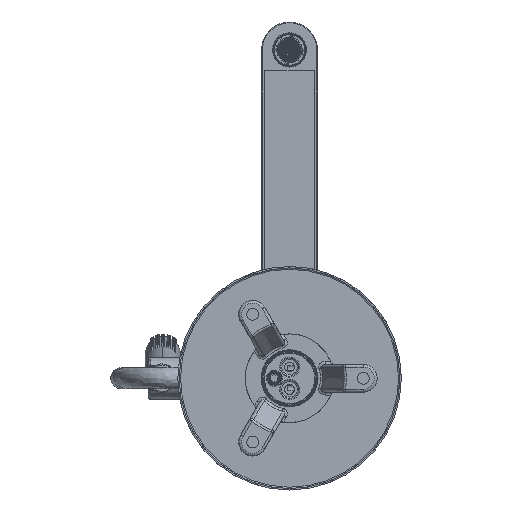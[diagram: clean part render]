
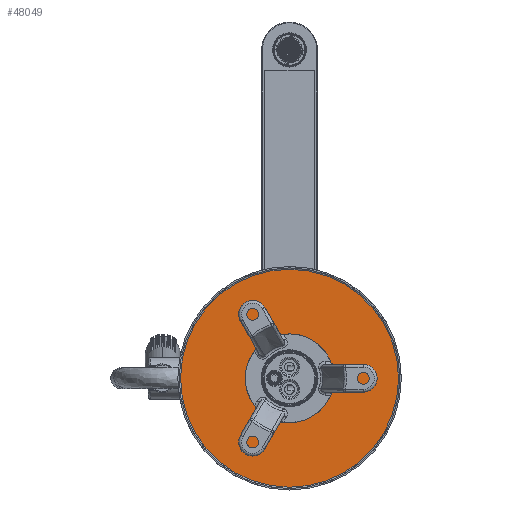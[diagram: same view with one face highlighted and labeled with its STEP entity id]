
A CAD part, front view. The second image highlights one B-rep face of the part: STEP entity #48049.
In plain terms, the highlighted planar face has unit normal (0, -1, 0).
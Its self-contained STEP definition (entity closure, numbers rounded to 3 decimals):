
#47589=CARTESIAN_POINT('',(0.,-721.,0.));
#47590=DIRECTION('',(0.,-1.,0.));
#47591=DIRECTION('',(1.,0.,0.));
#47592=AXIS2_PLACEMENT_3D('',#47589,#47590,#47591);
#47594=CARTESIAN_POINT('',(0.,-721.,0.));
#47595=DIRECTION('',(0.,-1.,0.));
#47596=DIRECTION('',(-1.,0.,0.));
#47597=AXIS2_PLACEMENT_3D('',#47594,#47595,#47596);
#47599=CARTESIAN_POINT('',(0.,-721.,0.));
#47600=DIRECTION('',(0.,1.,0.));
#47601=DIRECTION('',(-1.,0.,0.));
#47602=AXIS2_PLACEMENT_3D('',#47599,#47600,#47601);
#47604=CARTESIAN_POINT('',(0.,-721.,0.));
#47605=DIRECTION('',(0.,1.,0.));
#47606=DIRECTION('',(1.,0.,-0.022));
#47607=AXIS2_PLACEMENT_3D('',#47604,#47605,#47606);
#47609=CARTESIAN_POINT('',(0.,-721.,0.));
#47610=DIRECTION('',(0.,1.,0.));
#47611=DIRECTION('',(1.,0.,0.));
#47612=AXIS2_PLACEMENT_3D('',#47609,#47610,#47611);
#47614=CARTESIAN_POINT('',(0.,-721.,0.));
#47615=DIRECTION('',(0.,1.,0.));
#47616=DIRECTION('',(-1.,0.,0.022));
#47617=AXIS2_PLACEMENT_3D('',#47614,#47615,#47616);
#47634=CARTESIAN_POINT('',(0.,-721.,0.));
#47635=DIRECTION('',(0.,1.,0.));
#47636=DIRECTION('',(-1.,0.,0.));
#47637=AXIS2_PLACEMENT_3D('',#47634,#47635,#47636);
#47654=CARTESIAN_POINT('',(0.,-721.,0.));
#47655=DIRECTION('',(0.,1.,0.));
#47656=DIRECTION('',(1.,0.,0.));
#47657=AXIS2_PLACEMENT_3D('',#47654,#47655,#47656);
#47690=CARTESIAN_POINT('',(78.,-721.,0.));
#47691=VERTEX_POINT('',#47690);
#47692=CARTESIAN_POINT('',(-78.,-721.,0.));
#47693=CARTESIAN_POINT('',(77.999,-721.,-0.338));
#47694=VERTEX_POINT('',#47692);
#47695=VERTEX_POINT('',#47693);
#47696=CARTESIAN_POINT('',(-77.999,-721.,0.338));
#47697=VERTEX_POINT('',#47696);
#47700=CARTESIAN_POINT('',(-23.458,-721.,0.515));
#47701=CARTESIAN_POINT('',(23.464,-721.,0.));
#47702=VERTEX_POINT('',#47700);
#47703=VERTEX_POINT('',#47701);
#47704=CARTESIAN_POINT('',(-23.464,-721.,0.));
#47705=VERTEX_POINT('',#47704);
#47706=CARTESIAN_POINT('',(23.458,-721.,-0.515));
#47707=VERTEX_POINT('',#47706);
#48028=CARTESIAN_POINT('',(0.,-721.,0.));
#48029=DIRECTION('',(0.,1.,0.));
#48030=DIRECTION('',(1.,0.,0.));
#48031=AXIS2_PLACEMENT_3D('',#48028,#48029,#48030);
#48032=PLANE('',#48031);
#48034=ORIENTED_EDGE('',*,*,#48033,.F.);
#48036=ORIENTED_EDGE('',*,*,#48035,.T.);
#48038=ORIENTED_EDGE('',*,*,#48037,.F.);
#48040=ORIENTED_EDGE('',*,*,#48039,.T.);
#48041=EDGE_LOOP('',(#48034,#48036,#48038,#48040));
#48042=FACE_OUTER_BOUND('',#48041,.F.);
#48043=ORIENTED_EDGE('',*,*,#48016,.F.);
#48044=ORIENTED_EDGE('',*,*,#47997,.F.);
#48045=ORIENTED_EDGE('',*,*,#47995,.F.);
#48046=ORIENTED_EDGE('',*,*,#48018,.F.);
#48047=EDGE_LOOP('',(#48043,#48044,#48045,#48046));
#48048=FACE_BOUND('',#48047,.F.);
#48049=ADVANCED_FACE('',(#48042,#48048),#48032,.F.);
#47593=CIRCLE('',#47592,78.);
#47598=CIRCLE('',#47597,78.);
#47603=CIRCLE('',#47602,23.464);
#47608=CIRCLE('',#47607,23.464);
#47613=CIRCLE('',#47612,23.464);
#47618=CIRCLE('',#47617,23.464);
#47638=CIRCLE('',#47637,78.);
#47658=CIRCLE('',#47657,78.);
#47995=EDGE_CURVE('',#47703,#47707,#47613,.T.);
#47997=EDGE_CURVE('',#47707,#47705,#47608,.T.);
#48016=EDGE_CURVE('',#47705,#47702,#47603,.T.);
#48018=EDGE_CURVE('',#47702,#47703,#47618,.T.);
#48033=EDGE_CURVE('',#47691,#47697,#47593,.T.);
#48035=EDGE_CURVE('',#47691,#47695,#47658,.T.);
#48037=EDGE_CURVE('',#47694,#47695,#47598,.T.);
#48039=EDGE_CURVE('',#47694,#47697,#47638,.T.);
